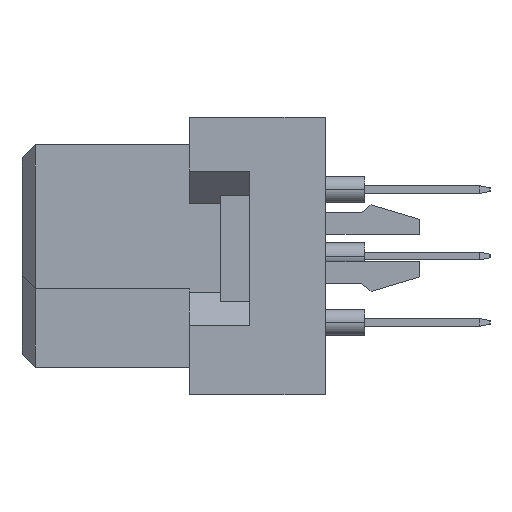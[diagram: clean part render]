
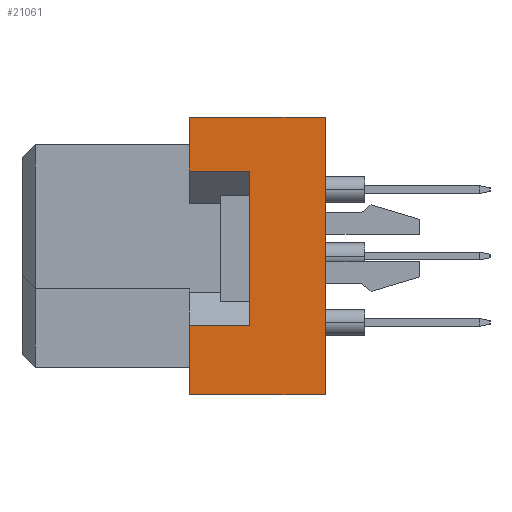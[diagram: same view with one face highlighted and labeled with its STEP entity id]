
A CAD part, left-side view. The second image highlights one B-rep face of the part: STEP entity #21061.
In plain terms, the highlighted planar face has unit normal (-1, 0, 0).
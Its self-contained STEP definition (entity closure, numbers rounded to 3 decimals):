
#105 = VERTEX_POINT ( 'NONE', #20072 ) ;
#182 = CARTESIAN_POINT ( 'NONE',  ( -27.5, -6.4, -2.65 ) ) ;
#487 = EDGE_CURVE ( 'NONE', #2169, #5159, #18526, .T. ) ;
#534 = VERTEX_POINT ( 'NONE', #5185 ) ;
#954 = CARTESIAN_POINT ( 'NONE',  ( -27.5, -11.6, -5.3 ) ) ;
#1059 = CARTESIAN_POINT ( 'NONE',  ( -27.5, -6.4, 5.3 ) ) ;
#1144 = EDGE_CURVE ( 'NONE', #17138, #15238, #3770, .T. ) ;
#1178 = LINE ( 'NONE', #17988, #5601 ) ;
#1692 = EDGE_CURVE ( 'NONE', #534, #15238, #12099, .T. ) ;
#2169 = VERTEX_POINT ( 'NONE', #4268 ) ;
#2475 = DIRECTION ( 'NONE',  ( 0., 0., 1. ) ) ;
#2729 = CARTESIAN_POINT ( 'NONE',  ( -27.5, -8.7, -2.65 ) ) ;
#3175 = VECTOR ( 'NONE', #14491, 1000. ) ;
#3770 = LINE ( 'NONE', #5835, #14481 ) ;
#3856 = CARTESIAN_POINT ( 'NONE',  ( -27.5, -8.7, -2.65 ) ) ;
#4268 = CARTESIAN_POINT ( 'NONE',  ( -27.5, -6.4, 3.25 ) ) ;
#4453 = DIRECTION ( 'NONE',  ( 0., 0., 1. ) ) ;
#4885 = DIRECTION ( 'NONE',  ( 0., 1., 0. ) ) ;
#5159 = VERTEX_POINT ( 'NONE', #1059 ) ;
#5185 = CARTESIAN_POINT ( 'NONE',  ( -27.5, -8.7, -2.65 ) ) ;
#5186 = VECTOR ( 'NONE', #4885, 1000. ) ;
#5601 = VECTOR ( 'NONE', #7893, 1000. ) ;
#5835 = CARTESIAN_POINT ( 'NONE',  ( -27.5, -6.4, -5.3 ) ) ;
#5910 = LINE ( 'NONE', #7322, #13640 ) ;
#6524 = CARTESIAN_POINT ( 'NONE',  ( -27.5, -11.6, -5.3 ) ) ;
#6836 = VERTEX_POINT ( 'NONE', #14692 ) ;
#7251 = EDGE_CURVE ( 'NONE', #7504, #17138, #18226, .T. ) ;
#7322 = CARTESIAN_POINT ( 'NONE',  ( -27.5, -11.6, 5.3 ) ) ;
#7504 = VERTEX_POINT ( 'NONE', #954 ) ;
#7698 = ORIENTED_EDGE ( 'NONE', *, *, #15307, .T. ) ;
#7893 = DIRECTION ( 'NONE',  ( 0., 1., 0. ) ) ;
#8024 = EDGE_CURVE ( 'NONE', #6836, #2169, #11016, .T. ) ;
#8323 = VECTOR ( 'NONE', #10587, 1000. ) ;
#9010 = ORIENTED_EDGE ( 'NONE', *, *, #7251, .F. ) ;
#10259 = EDGE_CURVE ( 'NONE', #105, #5159, #1178, .T. ) ;
#10587 = DIRECTION ( 'NONE',  ( 0., 1., 0. ) ) ;
#10777 = ORIENTED_EDGE ( 'NONE', *, *, #8024, .F. ) ;
#10868 = DIRECTION ( 'NONE',  ( -1., 0., 0. ) ) ;
#11016 = LINE ( 'NONE', #17633, #3175 ) ;
#11441 = ORIENTED_EDGE ( 'NONE', *, *, #487, .F. ) ;
#11621 = CARTESIAN_POINT ( 'NONE',  ( -27.5, -6.4, -5.3 ) ) ;
#12099 = LINE ( 'NONE', #3856, #8323 ) ;
#12479 = CARTESIAN_POINT ( 'NONE',  ( -27.5, -11.6, 5.3 ) ) ;
#13153 = ORIENTED_EDGE ( 'NONE', *, *, #21155, .F. ) ;
#13640 = VECTOR ( 'NONE', #17417, 1000. ) ;
#14061 = AXIS2_PLACEMENT_3D ( 'NONE', #12479, #10868, #4453 ) ;
#14481 = VECTOR ( 'NONE', #2475, 1000. ) ;
#14491 = DIRECTION ( 'NONE',  ( 0., 1., 0. ) ) ;
#14692 = CARTESIAN_POINT ( 'NONE',  ( -27.5, -8.7, 3.25 ) ) ;
#14958 = ORIENTED_EDGE ( 'NONE', *, *, #1144, .F. ) ;
#15238 = VERTEX_POINT ( 'NONE', #182 ) ;
#15307 = EDGE_CURVE ( 'NONE', #7504, #105, #5910, .T. ) ;
#15432 = VECTOR ( 'NONE', #15631, 1000. ) ;
#15475 = CARTESIAN_POINT ( 'NONE',  ( -27.5, -6.4, -5.3 ) ) ;
#15631 = DIRECTION ( 'NONE',  ( 0., 0., 1. ) ) ;
#15895 = EDGE_LOOP ( 'NONE', ( #18250, #14958, #9010, #7698, #19684, #11441, #10777, #13153 ) ) ;
#16990 = DIRECTION ( 'NONE',  ( 0., 0., 1. ) ) ;
#17138 = VERTEX_POINT ( 'NONE', #11621 ) ;
#17417 = DIRECTION ( 'NONE',  ( 0., 0., 1. ) ) ;
#17587 = LINE ( 'NONE', #2729, #15432 ) ;
#17633 = CARTESIAN_POINT ( 'NONE',  ( -27.5, -8.7, 3.25 ) ) ;
#17988 = CARTESIAN_POINT ( 'NONE',  ( -27.5, -11.6, 5.3 ) ) ;
#18191 = VECTOR ( 'NONE', #16990, 1000. ) ;
#18226 = LINE ( 'NONE', #6524, #5186 ) ;
#18250 = ORIENTED_EDGE ( 'NONE', *, *, #1692, .T. ) ;
#18526 = LINE ( 'NONE', #15475, #18191 ) ;
#18989 = FACE_OUTER_BOUND ( 'NONE', #15895, .T. ) ;
#19684 = ORIENTED_EDGE ( 'NONE', *, *, #10259, .T. ) ;
#20072 = CARTESIAN_POINT ( 'NONE',  ( -27.5, -11.6, 5.3 ) ) ;
#21061 = ADVANCED_FACE ( 'NONE', ( #18989 ), #21064, .T. ) ;
#21064 = PLANE ( 'NONE',  #14061 ) ;
#21155 = EDGE_CURVE ( 'NONE', #534, #6836, #17587, .T. ) ;
